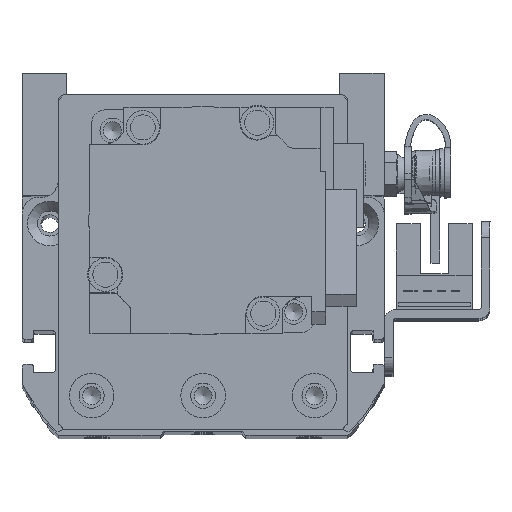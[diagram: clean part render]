
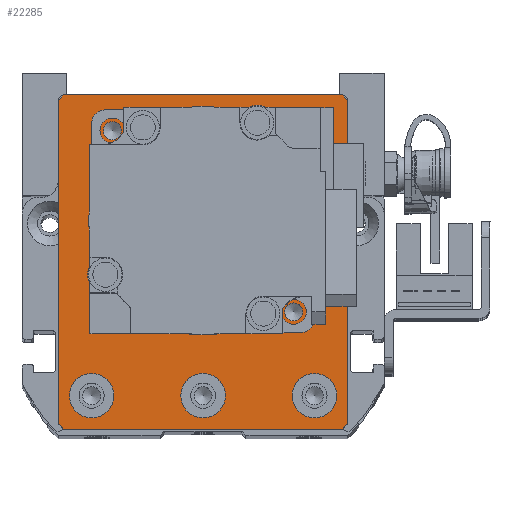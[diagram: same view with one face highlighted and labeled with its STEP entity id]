
A CAD part, top view. The second image highlights one B-rep face of the part: STEP entity #22285.
In plain terms, the highlighted planar face has unit normal (0, 0, 1).
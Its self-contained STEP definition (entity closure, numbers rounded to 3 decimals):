
#1264=FACE_BOUND('',#4885,.T.);
#1265=FACE_BOUND('',#4886,.T.);
#1266=FACE_BOUND('',#4887,.T.);
#1267=FACE_BOUND('',#4888,.T.);
#1268=FACE_BOUND('',#4889,.T.);
#1269=FACE_BOUND('',#4890,.T.);
#1270=FACE_BOUND('',#4891,.T.);
#1271=FACE_BOUND('',#4892,.T.);
#1782=PLANE('',#24858);
#3420=FACE_OUTER_BOUND('',#4884,.T.);
#4884=EDGE_LOOP('',(#20613,#20614,#20615,#20616,#20617,#20618,#20619,#20620));
#4885=EDGE_LOOP('',(#20621));
#4886=EDGE_LOOP('',(#20622));
#4887=EDGE_LOOP('',(#20623));
#4888=EDGE_LOOP('',(#20624));
#4889=EDGE_LOOP('',(#20625));
#4890=EDGE_LOOP('',(#20626));
#4891=EDGE_LOOP('',(#20627));
#4892=EDGE_LOOP('',(#20628));
#6624=LINE('',#39346,#8445);
#6630=LINE('',#39357,#8451);
#6637=LINE('',#39384,#8458);
#6640=LINE('',#39389,#8461);
#6641=LINE('',#39392,#8462);
#6644=LINE('',#39397,#8465);
#6645=LINE('',#39400,#8466);
#6667=LINE('',#39497,#8488);
#8445=VECTOR('',#30821,10.);
#8451=VECTOR('',#30829,10.);
#8458=VECTOR('',#30852,10.);
#8461=VECTOR('',#30857,10.);
#8462=VECTOR('',#30860,10.);
#8465=VECTOR('',#30865,10.);
#8466=VECTOR('',#30868,10.);
#8488=VECTOR('',#30984,10.);
#9642=CIRCLE('',#24821,4.);
#9645=CIRCLE('',#24827,4.);
#9648=CIRCLE('',#24833,4.);
#9650=CIRCLE('',#24838,1.621);
#9652=CIRCLE('',#24842,1.621);
#9654=CIRCLE('',#24846,1.621);
#9656=CIRCLE('',#24850,1.621);
#9659=CIRCLE('',#24856,15.);
#11567=VERTEX_POINT('',#39344);
#11568=VERTEX_POINT('',#39345);
#11572=VERTEX_POINT('',#39355);
#11584=VERTEX_POINT('',#39383);
#11585=VERTEX_POINT('',#39387);
#11586=VERTEX_POINT('',#39391);
#11587=VERTEX_POINT('',#39395);
#11588=VERTEX_POINT('',#39399);
#11595=VERTEX_POINT('',#39422);
#11598=VERTEX_POINT('',#39433);
#11601=VERTEX_POINT('',#39444);
#11604=VERTEX_POINT('',#39455);
#11607=VERTEX_POINT('',#39464);
#11610=VERTEX_POINT('',#39473);
#11613=VERTEX_POINT('',#39482);
#11616=VERTEX_POINT('',#39493);
#14573=EDGE_CURVE('',#11567,#11568,#6624,.T.);
#14579=EDGE_CURVE('',#11567,#11572,#6630,.T.);
#14592=EDGE_CURVE('',#11584,#11572,#6637,.T.);
#14595=EDGE_CURVE('',#11584,#11585,#6640,.T.);
#14596=EDGE_CURVE('',#11586,#11585,#6641,.T.);
#14599=EDGE_CURVE('',#11586,#11587,#6644,.T.);
#14600=EDGE_CURVE('',#11588,#11587,#6645,.T.);
#14610=EDGE_CURVE('',#11595,#11595,#9642,.T.);
#14615=EDGE_CURVE('',#11598,#11598,#9645,.T.);
#14620=EDGE_CURVE('',#11601,#11601,#9648,.T.);
#14625=EDGE_CURVE('',#11604,#11604,#9650,.T.);
#14629=EDGE_CURVE('',#11607,#11607,#9652,.T.);
#14633=EDGE_CURVE('',#11610,#11610,#9654,.T.);
#14637=EDGE_CURVE('',#11613,#11613,#9656,.T.);
#14643=EDGE_CURVE('',#11616,#11616,#9659,.T.);
#14644=EDGE_CURVE('',#11588,#11568,#6667,.T.);
#20613=ORIENTED_EDGE('',*,*,#14573,.F.);
#20614=ORIENTED_EDGE('',*,*,#14579,.T.);
#20615=ORIENTED_EDGE('',*,*,#14592,.F.);
#20616=ORIENTED_EDGE('',*,*,#14595,.T.);
#20617=ORIENTED_EDGE('',*,*,#14596,.F.);
#20618=ORIENTED_EDGE('',*,*,#14599,.T.);
#20619=ORIENTED_EDGE('',*,*,#14600,.F.);
#20620=ORIENTED_EDGE('',*,*,#14644,.T.);
#20621=ORIENTED_EDGE('',*,*,#14610,.T.);
#20622=ORIENTED_EDGE('',*,*,#14615,.T.);
#20623=ORIENTED_EDGE('',*,*,#14620,.T.);
#20624=ORIENTED_EDGE('',*,*,#14625,.T.);
#20625=ORIENTED_EDGE('',*,*,#14629,.T.);
#20626=ORIENTED_EDGE('',*,*,#14633,.T.);
#20627=ORIENTED_EDGE('',*,*,#14637,.T.);
#20628=ORIENTED_EDGE('',*,*,#14643,.T.);
#22285=ADVANCED_FACE('',(#3420,#1264,#1265,#1266,#1267,#1268,#1269,#1270,
#1271),#1782,.T.);
#24821=AXIS2_PLACEMENT_3D('',#39423,#30894,#30895);
#24827=AXIS2_PLACEMENT_3D('',#39434,#30908,#30909);
#24833=AXIS2_PLACEMENT_3D('',#39445,#30922,#30923);
#24838=AXIS2_PLACEMENT_3D('',#39456,#30935,#30936);
#24842=AXIS2_PLACEMENT_3D('',#39465,#30945,#30946);
#24846=AXIS2_PLACEMENT_3D('',#39474,#30955,#30956);
#24850=AXIS2_PLACEMENT_3D('',#39483,#30965,#30966);
#24856=AXIS2_PLACEMENT_3D('',#39495,#30980,#30981);
#24858=AXIS2_PLACEMENT_3D('',#39498,#30985,#30986);
#30821=DIRECTION('',(0.707,0.707,0.));
#30829=DIRECTION('',(0.,-1.,0.));
#30852=DIRECTION('',(-0.707,0.707,0.));
#30857=DIRECTION('',(1.,0.,0.));
#30860=DIRECTION('',(-0.707,-0.707,0.));
#30865=DIRECTION('',(0.,1.,0.));
#30868=DIRECTION('',(0.707,-0.707,0.));
#30894=DIRECTION('center_axis',(0.,0.,-1.));
#30895=DIRECTION('ref_axis',(1.,0.,0.));
#30908=DIRECTION('center_axis',(0.,0.,-1.));
#30909=DIRECTION('ref_axis',(1.,0.,0.));
#30922=DIRECTION('center_axis',(0.,0.,-1.));
#30923=DIRECTION('ref_axis',(1.,0.,0.));
#30935=DIRECTION('center_axis',(0.,0.,-1.));
#30936=DIRECTION('ref_axis',(1.,0.,0.));
#30945=DIRECTION('center_axis',(0.,0.,-1.));
#30946=DIRECTION('ref_axis',(1.,0.,0.));
#30955=DIRECTION('center_axis',(0.,0.,-1.));
#30956=DIRECTION('ref_axis',(1.,0.,0.));
#30965=DIRECTION('center_axis',(0.,0.,-1.));
#30966=DIRECTION('ref_axis',(1.,0.,0.));
#30980=DIRECTION('center_axis',(0.,0.,-1.));
#30981=DIRECTION('ref_axis',(-1.,0.,0.));
#30984=DIRECTION('',(-1.,0.,0.));
#30985=DIRECTION('center_axis',(0.,0.,1.));
#30986=DIRECTION('ref_axis',(1.,0.,0.));
#39344=CARTESIAN_POINT('',(-26.,29.,12.5));
#39345=CARTESIAN_POINT('',(-25.,30.,12.5));
#39346=CARTESIAN_POINT('',(-26.5,28.5,12.5));
#39355=CARTESIAN_POINT('',(-26.,-29.,12.5));
#39357=CARTESIAN_POINT('',(-26.,30.,12.5));
#39383=CARTESIAN_POINT('',(-25.,-30.,12.5));
#39384=CARTESIAN_POINT('',(-26.5,-28.5,12.5));
#39387=CARTESIAN_POINT('',(25.,-30.,12.5));
#39389=CARTESIAN_POINT('',(-26.,-30.,12.5));
#39391=CARTESIAN_POINT('',(26.,-29.,12.5));
#39392=CARTESIAN_POINT('',(26.5,-28.5,12.5));
#39395=CARTESIAN_POINT('',(26.,29.,12.5));
#39397=CARTESIAN_POINT('',(26.,-30.,12.5));
#39399=CARTESIAN_POINT('',(25.,30.,12.5));
#39400=CARTESIAN_POINT('',(26.5,28.5,12.5));
#39422=CARTESIAN_POINT('',(16.,-24.,12.5));
#39423=CARTESIAN_POINT('Origin',(20.,-24.,12.5));
#39433=CARTESIAN_POINT('',(-24.,-24.,12.5));
#39434=CARTESIAN_POINT('Origin',(-20.,-24.,12.5));
#39444=CARTESIAN_POINT('',(-4.,-24.,12.5));
#39445=CARTESIAN_POINT('Origin',(0.,-24.,12.5));
#39455=CARTESIAN_POINT('',(14.642,-8.963,12.5));
#39456=CARTESIAN_POINT('Origin',(16.263,-8.963,12.5));
#39464=CARTESIAN_POINT('',(-17.884,23.563,12.5));
#39465=CARTESIAN_POINT('Origin',(-16.263,23.563,12.5));
#39473=CARTESIAN_POINT('',(14.642,23.563,12.5));
#39474=CARTESIAN_POINT('Origin',(16.263,23.563,12.5));
#39482=CARTESIAN_POINT('',(-17.884,-8.963,12.5));
#39483=CARTESIAN_POINT('Origin',(-16.263,-8.963,12.5));
#39493=CARTESIAN_POINT('',(15.,7.3,12.5));
#39495=CARTESIAN_POINT('Origin',(0.,7.3,12.5));
#39497=CARTESIAN_POINT('',(26.,30.,12.5));
#39498=CARTESIAN_POINT('Origin',(0.,0.,12.5));
